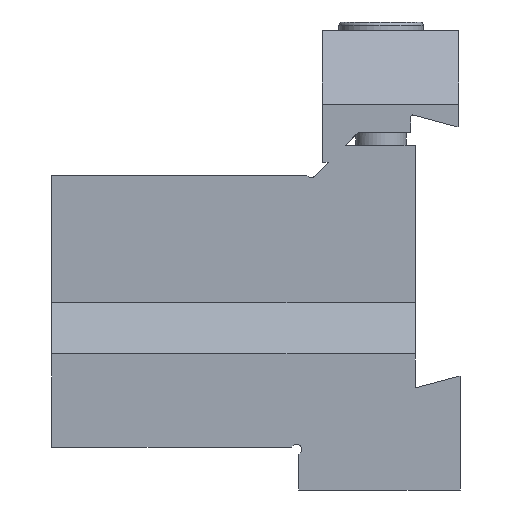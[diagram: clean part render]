
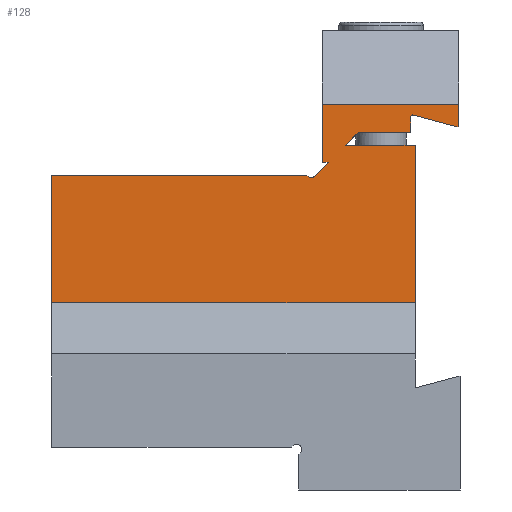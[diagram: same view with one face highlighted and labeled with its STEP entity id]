
A CAD part, left-side view. The second image highlights one B-rep face of the part: STEP entity #128.
In plain terms, the highlighted planar face has unit normal (-1, 0, 0).
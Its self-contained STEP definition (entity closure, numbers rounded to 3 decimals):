
#98=CIRCLE('',#986,0.2);
#99=CIRCLE('',#987,0.5);
#128=ADVANCED_FACE('',(#214),#179,.F.);
#179=PLANE('',#988);
#214=FACE_OUTER_BOUND('',#251,.T.);
#251=EDGE_LOOP('',(#347,#348,#349,#350,#351,#352,#353,#354,#355,#356,#357,
#358,#359,#360,#361,#362,#363,#364));
#347=ORIENTED_EDGE('',*,*,#688,.T.);
#348=ORIENTED_EDGE('',*,*,#689,.T.);
#349=ORIENTED_EDGE('',*,*,#670,.F.);
#350=ORIENTED_EDGE('',*,*,#687,.T.);
#351=ORIENTED_EDGE('',*,*,#690,.T.);
#352=ORIENTED_EDGE('',*,*,#691,.F.);
#353=ORIENTED_EDGE('',*,*,#692,.F.);
#354=ORIENTED_EDGE('',*,*,#693,.F.);
#355=ORIENTED_EDGE('',*,*,#694,.F.);
#356=ORIENTED_EDGE('',*,*,#695,.F.);
#357=ORIENTED_EDGE('',*,*,#696,.F.);
#358=ORIENTED_EDGE('',*,*,#697,.F.);
#359=ORIENTED_EDGE('',*,*,#698,.F.);
#360=ORIENTED_EDGE('',*,*,#699,.T.);
#361=ORIENTED_EDGE('',*,*,#700,.F.);
#362=ORIENTED_EDGE('',*,*,#701,.F.);
#363=ORIENTED_EDGE('',*,*,#665,.T.);
#364=ORIENTED_EDGE('',*,*,#702,.T.);
#573=VERTEX_POINT('',#1329);
#575=VERTEX_POINT('',#1333);
#580=VERTEX_POINT('',#1344);
#581=VERTEX_POINT('',#1346);
#595=VERTEX_POINT('',#1378);
#596=VERTEX_POINT('',#1382);
#597=VERTEX_POINT('',#1383);
#598=VERTEX_POINT('',#1386);
#599=VERTEX_POINT('',#1388);
#600=VERTEX_POINT('',#1390);
#601=VERTEX_POINT('',#1392);
#602=VERTEX_POINT('',#1394);
#603=VERTEX_POINT('',#1396);
#604=VERTEX_POINT('',#1398);
#605=VERTEX_POINT('',#1400);
#606=VERTEX_POINT('',#1402);
#607=VERTEX_POINT('',#1404);
#608=VERTEX_POINT('',#1406);
#665=EDGE_CURVE('',#573,#575,#792,.T.);
#670=EDGE_CURVE('',#580,#581,#797,.T.);
#687=EDGE_CURVE('',#580,#595,#812,.T.);
#688=EDGE_CURVE('',#596,#597,#813,.T.);
#689=EDGE_CURVE('',#597,#581,#814,.T.);
#690=EDGE_CURVE('',#595,#598,#815,.T.);
#691=EDGE_CURVE('',#599,#598,#816,.T.);
#692=EDGE_CURVE('',#600,#599,#817,.T.);
#693=EDGE_CURVE('',#601,#600,#818,.T.);
#694=EDGE_CURVE('',#602,#601,#819,.T.);
#695=EDGE_CURVE('',#603,#602,#98,.T.);
#696=EDGE_CURVE('',#604,#603,#820,.T.);
#697=EDGE_CURVE('',#605,#604,#821,.T.);
#698=EDGE_CURVE('',#606,#605,#822,.T.);
#699=EDGE_CURVE('',#606,#607,#823,.T.);
#700=EDGE_CURVE('',#608,#607,#824,.T.);
#701=EDGE_CURVE('',#573,#608,#825,.T.);
#702=EDGE_CURVE('',#575,#596,#99,.T.);
#792=LINE('',#1334,#887);
#797=LINE('',#1345,#892);
#812=LINE('',#1379,#907);
#813=LINE('',#1381,#908);
#814=LINE('',#1384,#909);
#815=LINE('',#1385,#910);
#816=LINE('',#1387,#911);
#817=LINE('',#1389,#912);
#818=LINE('',#1391,#913);
#819=LINE('',#1393,#914);
#820=LINE('',#1397,#915);
#821=LINE('',#1399,#916);
#822=LINE('',#1401,#917);
#823=LINE('',#1403,#918);
#824=LINE('',#1405,#919);
#825=LINE('',#1407,#920);
#887=VECTOR('',#1068,1.);
#892=VECTOR('',#1075,1.);
#907=VECTOR('',#1098,1.);
#908=VECTOR('',#1101,1.);
#909=VECTOR('',#1102,1.);
#910=VECTOR('',#1103,1.);
#911=VECTOR('',#1104,1.);
#912=VECTOR('',#1105,1.);
#913=VECTOR('',#1106,1.);
#914=VECTOR('',#1107,1.);
#915=VECTOR('',#1110,1.);
#916=VECTOR('',#1111,1.);
#917=VECTOR('',#1112,1.);
#918=VECTOR('',#1113,1.);
#919=VECTOR('',#1114,1.);
#920=VECTOR('',#1115,1.);
#986=AXIS2_PLACEMENT_3D('',#1395,#1108,#1109);
#987=AXIS2_PLACEMENT_3D('',#1408,#1116,#1117);
#988=AXIS2_PLACEMENT_3D('',#1409,#1118,#1119);
#1068=DIRECTION('',(0.,0.707,-0.707));
#1075=DIRECTION('',(0.,0.,1.));
#1098=DIRECTION('',(0.,-1.,0.));
#1101=DIRECTION('',(0.,0.707,0.707));
#1102=DIRECTION('',(0.,1.,0.));
#1103=DIRECTION('',(0.,0.,1.));
#1104=DIRECTION('',(0.,-1.,0.));
#1105=DIRECTION('',(0.,0.707,-0.707));
#1106=DIRECTION('',(0.,1.,0.));
#1107=DIRECTION('',(0.,0.,-1.));
#1108=DIRECTION('',(-1.,0.,0.));
#1109=DIRECTION('',(0.,0.,-1.));
#1110=DIRECTION('',(0.,0.966,0.259));
#1111=DIRECTION('',(0.,1.,0.));
#1112=DIRECTION('',(0.,0.,-1.));
#1113=DIRECTION('',(0.,1.,0.));
#1114=DIRECTION('',(0.,0.,1.));
#1115=DIRECTION('',(0.,1.,0.));
#1116=DIRECTION('',(1.,0.,0.));
#1117=DIRECTION('',(0.,0.,-1.));
#1118=DIRECTION('',(1.,0.,0.));
#1119=DIRECTION('',(0.,0.,-1.));
#1329=CARTESIAN_POINT('',(6.,15.5,-2.));
#1333=CARTESIAN_POINT('',(6.,17.154,-3.654));
#1334=CARTESIAN_POINT('',(6.,30.75,-17.25));
#1344=CARTESIAN_POINT('',(6.,48.,-18.5));
#1345=CARTESIAN_POINT('',(6.,48.,0.));
#1346=CARTESIAN_POINT('',(6.,48.,-3.5));
#1378=CARTESIAN_POINT('',(6.,5.3,-18.5));
#1379=CARTESIAN_POINT('',(6.,48.,-18.5));
#1381=CARTESIAN_POINT('',(6.,34.757,13.243));
#1382=CARTESIAN_POINT('',(6.,17.861,-3.654));
#1383=CARTESIAN_POINT('',(6.,18.014,-3.5));
#1384=CARTESIAN_POINT('',(6.,48.,-3.5));
#1385=CARTESIAN_POINT('',(6.,5.3,0.));
#1386=CARTESIAN_POINT('',(6.,5.3,0.));
#1387=CARTESIAN_POINT('',(6.,48.,0.));
#1388=CARTESIAN_POINT('',(6.,13.5,0.));
#1389=CARTESIAN_POINT('',(6.,15.5,-2.));
#1390=CARTESIAN_POINT('',(6.,12.,1.5));
#1391=CARTESIAN_POINT('',(6.,12.,1.5));
#1392=CARTESIAN_POINT('',(6.,5.8,1.5));
#1393=CARTESIAN_POINT('',(6.,5.8,1.5));
#1394=CARTESIAN_POINT('',(6.,5.8,3.373));
#1395=CARTESIAN_POINT('',(6.,5.6,3.373));
#1396=CARTESIAN_POINT('',(6.,5.548,3.567));
#1397=CARTESIAN_POINT('',(6.,5.548,3.567));
#1398=CARTESIAN_POINT('',(6.,0.4,2.187));
#1399=CARTESIAN_POINT('',(6.,0.4,2.187));
#1400=CARTESIAN_POINT('',(6.,0.2,2.187));
#1401=CARTESIAN_POINT('',(6.,0.2,2.187));
#1402=CARTESIAN_POINT('',(6.,0.2,4.84));
#1403=CARTESIAN_POINT('',(6.,5.6,4.84));
#1404=CARTESIAN_POINT('',(6.,16.2,4.84));
#1405=CARTESIAN_POINT('',(6.,16.2,13.5));
#1406=CARTESIAN_POINT('',(6.,16.2,-2.));
#1407=CARTESIAN_POINT('',(6.,16.2,-2.));
#1408=CARTESIAN_POINT('',(6.,17.507,-3.3));
#1409=CARTESIAN_POINT('',(6.,48.,0.));
